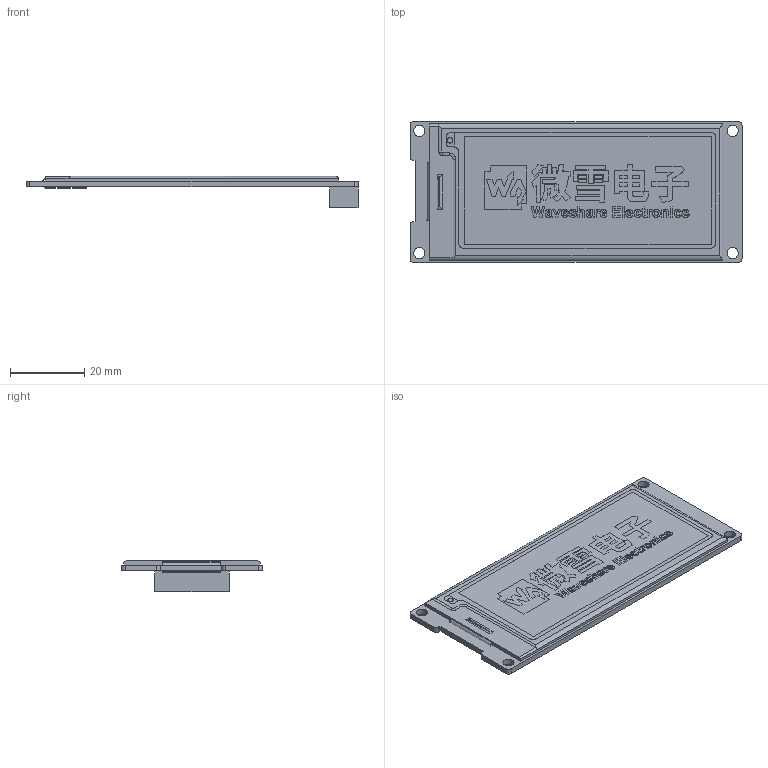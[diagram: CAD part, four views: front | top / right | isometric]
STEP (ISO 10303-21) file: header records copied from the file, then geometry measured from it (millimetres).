
FILE_DESCRIPTION(('HOOPS Exchange Step'),'2;1');
FILE_NAME('WAVESHARE 2.9 EPAPER MODULE.STP','2021-08-07T21:21:48+12:00',('Ben'),('Unknown organisation'),'HOOPS Exchange 9.2','SOLIDWORKS MBD','Unknown authorisation');
FILE_SCHEMA( ('AP242_MANAGED_MODEL_BASED_3D_ENGINEERING_MIM_LF {1 0 10303 442 1 1 4 }') );
Length unit declared in the file: millimetre
Products named in the file (3): pcb-1; Waveshare 2.9 E-ink - Display Folded v1-1; Default
Assembly tree (2 placements, depth 2):
  Default
    pcb-1
    Waveshare 2.9 E-ink - Display Folded v1-1
Bounding box: 89.5 x 38 x 8.47 mm (x, y, z)
Volume: 9867.4 mm3; surface area: 14095.3 mm2
Topology: 2 solids, 22 shells, 808 faces, 2067 edges, 1366 vertices
Faces by surface type: plane 676, bspline 82, cylinder 48, torus 1, sphere 1
Full cylindrical faces by diameter (mm): 1.497 x1, 3 x4
Entity records: 27093 total; most frequent: CARTESIAN_POINT 9203, ORIENTED_EDGE 4034, DIRECTION 2875, EDGE_CURVE 2017, VECTOR 1377, LINE 1377, VERTEX_POINT 1341, EDGE_LOOP 888
